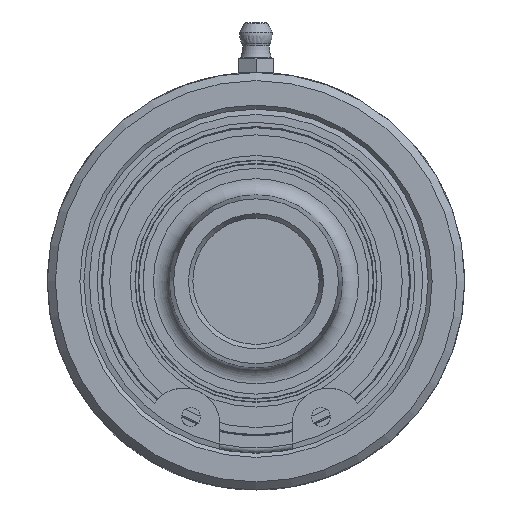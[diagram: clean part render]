
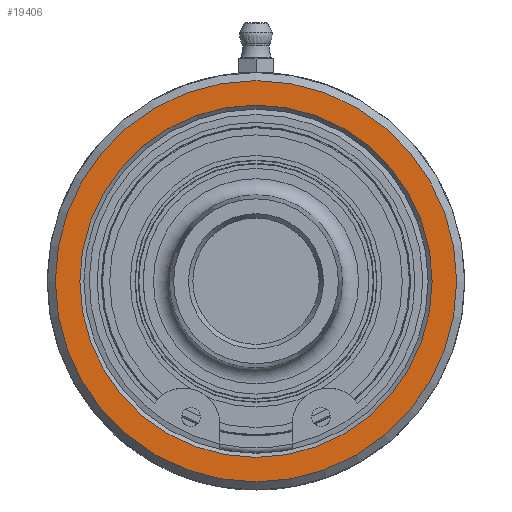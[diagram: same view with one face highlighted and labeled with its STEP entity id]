
A CAD part, left-side view. The second image highlights one B-rep face of the part: STEP entity #19406.
In plain terms, the highlighted planar face has unit normal (-1, 0, 0).
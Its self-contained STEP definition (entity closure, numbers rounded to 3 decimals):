
#216=FACE_BOUND('',#3244,.T.);
#1065=PLANE('',#20521);
#2028=FACE_OUTER_BOUND('',#3243,.T.);
#3243=EDGE_LOOP('',(#17090));
#3244=EDGE_LOOP('',(#17091));
#5003=CIRCLE('',#20513,34.85);
#5007=CIRCLE('',#20522,39.7);
#9078=VERTEX_POINT('',#43908);
#9082=VERTEX_POINT('',#43924);
#11777=EDGE_CURVE('',#9078,#9078,#5003,.T.);
#11784=EDGE_CURVE('',#9082,#9082,#5007,.T.);
#17090=ORIENTED_EDGE('',*,*,#11784,.F.);
#17091=ORIENTED_EDGE('',*,*,#11777,.F.);
#19406=ADVANCED_FACE('',(#2028,#216),#1065,.F.);
#20513=AXIS2_PLACEMENT_3D('',#43909,#23638,#23639);
#20521=AXIS2_PLACEMENT_3D('',#43923,#23657,#23658);
#20522=AXIS2_PLACEMENT_3D('',#43925,#23659,#23660);
#23638=DIRECTION('center_axis',(-1.,0.,0.));
#23639=DIRECTION('ref_axis',(0.,0.,-1.));
#23657=DIRECTION('center_axis',(1.,0.,0.));
#23658=DIRECTION('ref_axis',(0.,0.,
1.));
#23659=DIRECTION('center_axis',(1.,0.,0.));
#23660=DIRECTION('ref_axis',(0.,0.,
1.));
#43908=CARTESIAN_POINT('',(20.71,0.,34.85));
#43909=CARTESIAN_POINT('Origin',(20.71,0.,0.));
#43923=CARTESIAN_POINT('Origin',(20.71,0.,-20.65));
#43924=CARTESIAN_POINT('',(20.71,0.,-39.7));
#43925=CARTESIAN_POINT('Origin',(20.71,0.,0.));
